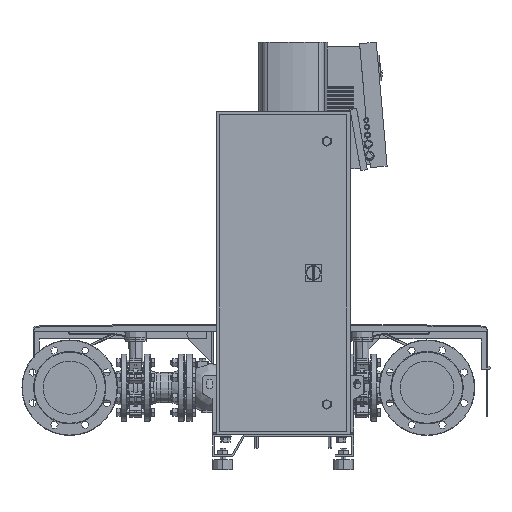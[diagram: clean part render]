
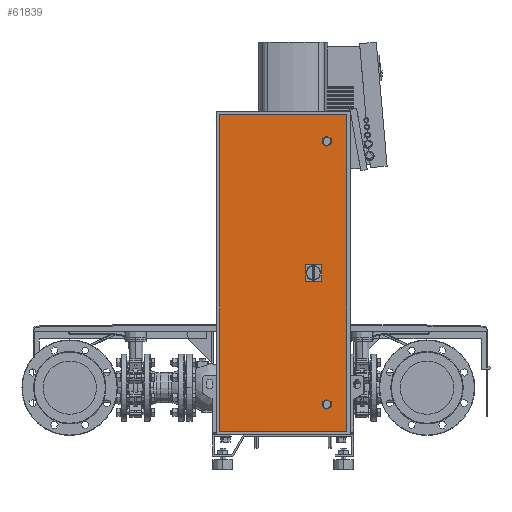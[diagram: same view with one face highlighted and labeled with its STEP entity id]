
A CAD part, left-side view. The second image highlights one B-rep face of the part: STEP entity #61839.
In plain terms, the highlighted free-form (B-spline) face has degree [1, 1] with [2, 2] control points.
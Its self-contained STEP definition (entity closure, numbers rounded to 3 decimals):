
#61359=CARTESIAN_POINT('',(-200.0,-130.0,180.0));
#61360=VERTEX_POINT('',#61359);
#61376=CARTESIAN_POINT('',(-200.0,-130.0,210.0));
#61377=VERTEX_POINT('',#61376);
#61384=CARTESIAN_POINT('',(-200.0,-130.0,195.0));
#61385=DIRECTION('',(1.0,0.0,0.0));
#61386=DIRECTION('',(0.0,0.0,-1.0));
#61387=AXIS2_PLACEMENT_3D('',#61384,#61385,#61386);
#61388=CIRCLE('',#61387,15.0);
#61389=EDGE_CURVE('',#61360,#61377,#61388,.T.);
#61441=CARTESIAN_POINT('',(-200.0,-130.0,965.0));
#61442=VERTEX_POINT('',#61441);
#61458=CARTESIAN_POINT('',(-200.0,-130.0,995.0));
#61459=VERTEX_POINT('',#61458);
#61466=CARTESIAN_POINT('',(-200.0,-130.0,980.0));
#61467=DIRECTION('',(1.0,0.0,0.0));
#61468=DIRECTION('',(0.0,0.0,-1.0));
#61469=AXIS2_PLACEMENT_3D('',#61466,#61467,#61468);
#61470=CIRCLE('',#61469,15.0);
#61471=EDGE_CURVE('',#61442,#61459,#61470,.T.);
#61580=CARTESIAN_POINT('',(-200.0,-130.0,980.0));
#61581=DIRECTION('',(1.0,0.0,0.0));
#61582=DIRECTION('',(0.0,0.0,-1.0));
#61583=AXIS2_PLACEMENT_3D('',#61580,#61581,#61582);
#61584=CIRCLE('',#61583,15.0);
#61585=EDGE_CURVE('',#61459,#61442,#61584,.T.);
#61636=CARTESIAN_POINT('',(-200.0,-130.0,195.0));
#61637=DIRECTION('',(1.0,0.0,0.0));
#61638=DIRECTION('',(0.0,0.0,-1.0));
#61639=AXIS2_PLACEMENT_3D('',#61636,#61637,#61638);
#61640=CIRCLE('',#61639,15.0);
#61641=EDGE_CURVE('',#61377,#61360,#61640,.T.);
#61729=CARTESIAN_POINT('',(-200.,190.,1060.0));
#61730=VERTEX_POINT('',#61729);
#61731=CARTESIAN_POINT('',(-200.,190.0,115.0));
#61732=VERTEX_POINT('',#61731);
#61733=CARTESIAN_POINT('',(-200.,190.,1060.0));
#61734=DIRECTION('',(0.0,0.0,-1.0));
#61735=VECTOR('',#61734,945.0);
#61736=LINE('',#61733,#61735);
#61737=EDGE_CURVE('',#61730,#61732,#61736,.T.);
#61760=CARTESIAN_POINT('',(-200.0,-190.0,115.0));
#61761=VERTEX_POINT('',#61760);
#61762=CARTESIAN_POINT('',(-200.,190.0,115.0));
#61763=DIRECTION('',(0.0,-1.0,0.0));
#61764=VECTOR('',#61763,380.0);
#61765=LINE('',#61762,#61764);
#61766=EDGE_CURVE('',#61732,#61761,#61765,.T.);
#61784=CARTESIAN_POINT('',(-200.0,-190.0,1060.0));
#61785=VERTEX_POINT('',#61784);
#61786=CARTESIAN_POINT('',(-200.0,-190.0,115.0));
#61787=DIRECTION('',(0.0,0.0,1.0));
#61788=VECTOR('',#61787,945.0);
#61789=LINE('',#61786,#61788);
#61790=EDGE_CURVE('',#61761,#61785,#61789,.T.);
#61808=CARTESIAN_POINT('',(-200.0,-190.0,1060.0));
#61809=DIRECTION('',(0.0,1.0,0.0));
#61810=VECTOR('',#61809,380.);
#61811=LINE('',#61808,#61810);
#61812=EDGE_CURVE('',#61785,#61730,#61811,.T.);
#61820=CARTESIAN_POINT('',(-200.0,190.0,1060.0));
#61821=CARTESIAN_POINT('',(-200.0,190.0,115.0));
#61822=CARTESIAN_POINT('',(-200.,-190.0,1060.0));
#61823=CARTESIAN_POINT('',(-200.0,-190.0,115.0));
#61824=B_SPLINE_SURFACE_WITH_KNOTS('',1,1,((#61820,#61822),(#61821,#61823)),.UNSPECIFIED.,.F.,.F.,.U.,(2,2),(2,2),(0.0,945.0),(0.0,380.0),.UNSPECIFIED.);
#61825=ORIENTED_EDGE('',*,*,#61737,.T.);
#61826=ORIENTED_EDGE('',*,*,#61766,.T.);
#61827=ORIENTED_EDGE('',*,*,#61790,.T.);
#61828=ORIENTED_EDGE('',*,*,#61812,.T.);
#61829=EDGE_LOOP('',(#61825,#61826,#61827,#61828));
#61830=FACE_OUTER_BOUND('',#61829,.T.);
#61831=ORIENTED_EDGE('',*,*,#61641,.T.);
#61832=ORIENTED_EDGE('',*,*,#61389,.T.);
#61833=EDGE_LOOP('',(#61831,#61832));
#61834=FACE_BOUND('',#61833,.T.);
#61835=ORIENTED_EDGE('',*,*,#61585,.T.);
#61836=ORIENTED_EDGE('',*,*,#61471,.T.);
#61837=EDGE_LOOP('',(#61835,#61836));
#61838=FACE_BOUND('',#61837,.T.);
#61839=ADVANCED_FACE('',(#61830,#61834,#61838),#61824,.T.);
